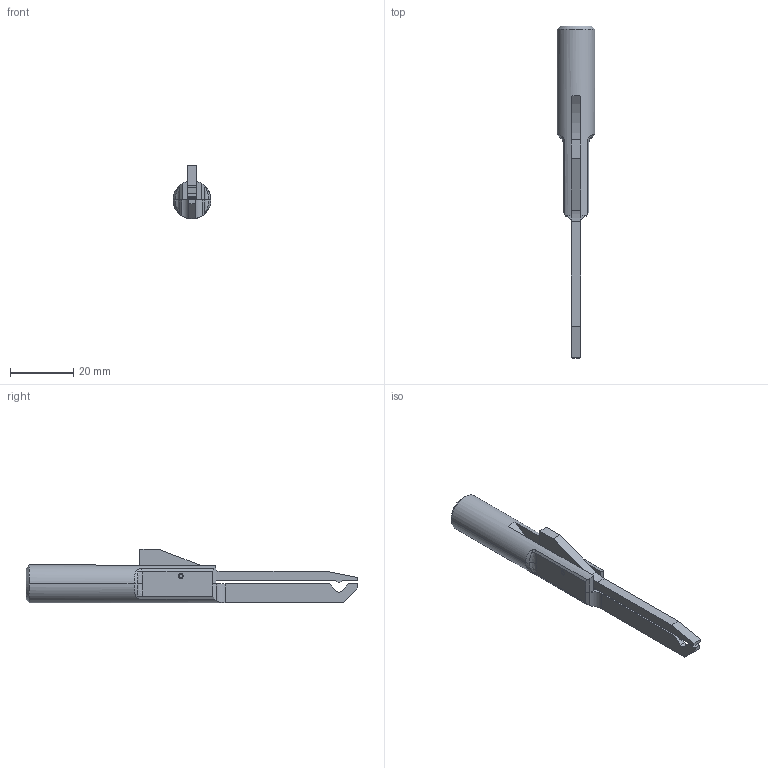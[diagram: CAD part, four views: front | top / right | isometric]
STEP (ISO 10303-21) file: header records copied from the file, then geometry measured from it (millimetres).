
FILE_DESCRIPTION((''),'2;1');
FILE_NAME('VMB-A1_ASM','2024-10-07T18:00:32',('R&D'),(''),'CREO PARAMETRIC BY PTC INC, 2021063','CREO PARAMETRIC BY PTC INC, 2021063','');
FILE_SCHEMA(('CONFIG_CONTROL_DESIGN'));
Length unit declared in the file: millimetre
Products named in the file (7): VMB-A1-1; VMB-A1-5; VMB-A1-2; VMB-A1-4; VMB-A1-7; VMB-A1-6; VMB-A1_ASM
Assembly tree (6 placements, depth 2):
  VMB-A1_ASM
    VMB-A1-1
    VMB-A1-5
    VMB-A1-2
    VMB-A1-4
    VMB-A1-7
    VMB-A1-6
Bounding box: 12 x 105 x 17 mm (x, y, z)
Volume: 6549.2 mm3; surface area: 5011.8 mm2
Topology: 6 solids, 6 shells, 150 faces, 374 edges, 232 vertices
Faces by surface type: cylinder 50, plane 47, bspline 35, cone 14, sphere 4
Entity records: 12570 total; most frequent: CARTESIAN_POINT 9158, ORIENTED_EDGE 732, DIRECTION 578, EDGE_CURVE 366, VERTEX_POINT 232, AXIS2_PLACEMENT_3D 202, VECTOR 174, LINE 174
